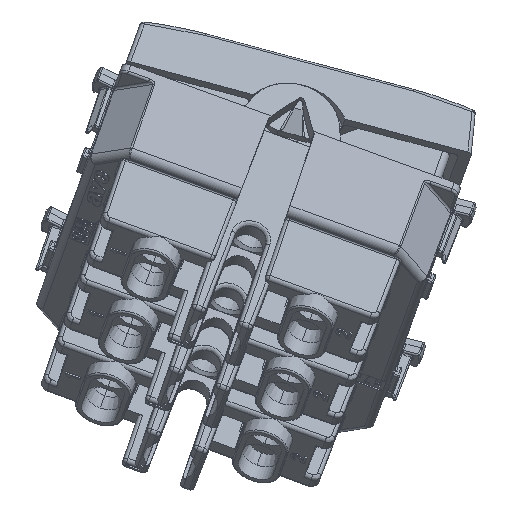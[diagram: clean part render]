
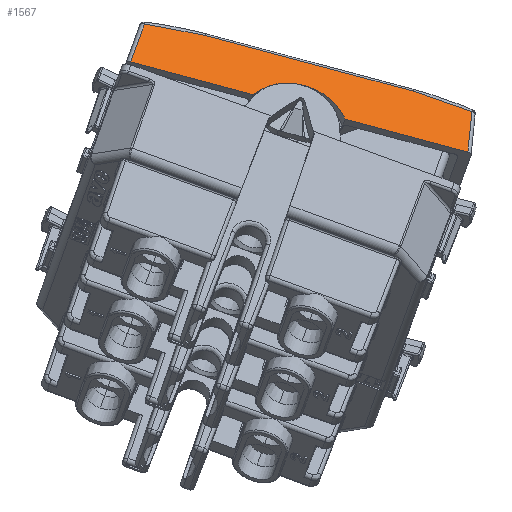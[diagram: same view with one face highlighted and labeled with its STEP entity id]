
A CAD part, left-side view. The second image highlights one B-rep face of the part: STEP entity #1567.
In plain terms, the highlighted face is planar.
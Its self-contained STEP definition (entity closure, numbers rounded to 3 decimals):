
#475=CARTESIAN_POINT('Vertex',(-7.25,5.942,0.)) ;
#478=CARTESIAN_POINT('Line Origine',(-7.25,6.236,0.)) ;
#482=CARTESIAN_POINT('Vertex',(-7.25,6.529,0.)) ;
#485=CARTESIAN_POINT('Line Origine',(-7.25,14.163,0.)) ;
#489=CARTESIAN_POINT('Vertex',(-7.25,21.798,0.)) ;
#802=CARTESIAN_POINT('Vertex',(-7.25,-21.798,0.)) ;
#805=CARTESIAN_POINT('Line Origine',(-7.25,-14.178,0.)) ;
#809=CARTESIAN_POINT('Vertex',(-7.25,-6.559,0.)) ;
#812=CARTESIAN_POINT('Line Origine',(-7.25,-6.251,0.)) ;
#816=CARTESIAN_POINT('Vertex',(-7.25,-5.942,0.)) ;
#1493=CARTESIAN_POINT('Line Origine',(-7.218,21.41,3.685)) ;
#1497=CARTESIAN_POINT('Vertex',(-7.197,21.164,6.029)) ;
#1512=CARTESIAN_POINT('Axis2P3D Location',(-7.25,0.,0.)) ;
#1518=CARTESIAN_POINT('Control Point',(-7.25,-21.798,0.)) ;
#1519=CARTESIAN_POINT('Control Point',(-7.197,-21.164,6.029)) ;
#1520=CARTESIAN_POINT('Vertex',(-7.197,-21.164,6.029)) ;
#1524=CARTESIAN_POINT('Control Point',(-7.197,-21.164,6.029)) ;
#1525=CARTESIAN_POINT('Control Point',(-7.193,-18.616,6.478)) ;
#1526=CARTESIAN_POINT('Control Point',(-7.191,-16.028,6.704)) ;
#1527=CARTESIAN_POINT('Control Point',(-7.191,-13.441,6.704)) ;
#1528=CARTESIAN_POINT('Vertex',(-7.191,-13.441,6.704)) ;
#1531=CARTESIAN_POINT('Line Origine',(-7.191,0.,6.704)) ;
#1535=CARTESIAN_POINT('Vertex',(-7.191,13.441,6.704)) ;
#1539=CARTESIAN_POINT('Control Point',(-7.191,13.441,6.704)) ;
#1540=CARTESIAN_POINT('Control Point',(-7.191,16.028,6.704)) ;
#1541=CARTESIAN_POINT('Control Point',(-7.193,18.616,6.478)) ;
#1542=CARTESIAN_POINT('Control Point',(-7.197,21.164,6.029)) ;
#1545=CARTESIAN_POINT('Control Point',(-7.25,5.942,0.)) ;
#1546=CARTESIAN_POINT('Control Point',(-7.239,5.168,1.243)) ;
#1547=CARTESIAN_POINT('Control Point',(-7.23,4.069,2.284)) ;
#1548=CARTESIAN_POINT('Control Point',(-7.224,2.715,3.008)) ;
#1549=CARTESIAN_POINT('Control Point',(-7.218,-0.146,3.659)) ;
#1550=CARTESIAN_POINT('Control Point',(-7.225,-2.961,2.871)) ;
#1551=CARTESIAN_POINT('Control Point',(-7.231,-4.203,2.155)) ;
#1552=CARTESIAN_POINT('Control Point',(-7.24,-5.216,1.167)) ;
#1553=CARTESIAN_POINT('Control Point',(-7.25,-5.942,0.)) ;
#479=DIRECTION('Vector Direction',(0.,-1.,0.)) ;
#486=DIRECTION('Vector Direction',(0.,-1.,0.)) ;
#806=DIRECTION('Vector Direction',(0.,1.,0.)) ;
#813=DIRECTION('Vector Direction',(0.,1.,0.)) ;
#1494=DIRECTION('Vector Direction',(0.009,-0.105,0.994)) ;
#1513=DIRECTION('Axis2P3D Direction',(-1.,0.,0.009)) ;
#1514=DIRECTION('Axis2P3D XDirection',(0.,1.,0.)) ;
#1532=DIRECTION('Vector Direction',(0.,1.,0.)) ;
#1515=AXIS2_PLACEMENT_3D('Plane Axis2P3D',#1512,#1513,#1514) ;
#1556=ORIENTED_EDGE('',*,*,#818,.F.) ;
#1557=ORIENTED_EDGE('',*,*,#811,.F.) ;
#1558=ORIENTED_EDGE('',*,*,#1522,.F.) ;
#1559=ORIENTED_EDGE('',*,*,#1530,.F.) ;
#1560=ORIENTED_EDGE('',*,*,#1537,.F.) ;
#1561=ORIENTED_EDGE('',*,*,#1543,.F.) ;
#1562=ORIENTED_EDGE('',*,*,#1499,.F.) ;
#1563=ORIENTED_EDGE('',*,*,#491,.F.) ;
#1564=ORIENTED_EDGE('',*,*,#484,.F.) ;
#1565=ORIENTED_EDGE('',*,*,#1554,.T.) ;
#480=VECTOR('Line Direction',#479,1.) ;
#487=VECTOR('Line Direction',#486,1.) ;
#807=VECTOR('Line Direction',#806,1.) ;
#814=VECTOR('Line Direction',#813,1.) ;
#1495=VECTOR('Line Direction',#1494,1.) ;
#1533=VECTOR('Line Direction',#1532,1.) ;
#1567=ADVANCED_FACE('PartBody',(#1566),#1516,.T.) ;
#1517=B_SPLINE_CURVE_WITH_KNOTS('',1,(#1518,#1519),.UNSPECIFIED.,.F.,.U.,(2,2),(-3.706,2.357),.UNSPECIFIED.) ;
#1523=B_SPLINE_CURVE_WITH_KNOTS('',3,(#1524,#1525,#1526,#1527),.UNSPECIFIED.,.F.,.U.,(4,4),(14.972,26.012),.UNSPECIFIED.) ;
#1538=B_SPLINE_CURVE_WITH_KNOTS('',3,(#1539,#1540,#1541,#1542),.UNSPECIFIED.,.F.,.U.,(4,4),(38.984,50.024),.UNSPECIFIED.) ;
#1544=B_SPLINE_CURVE_WITH_KNOTS('',5,(#1545,#1546,#1547,#1548,#1549,#1550,#1551,#1552,#1553),.UNSPECIFIED.,.F.,.U.,(6,3,6),(0.,10.355,20.074),.UNSPECIFIED.) ;
#484=EDGE_CURVE('',#476,#483,#481,.F.) ;
#491=EDGE_CURVE('',#483,#490,#488,.F.) ;
#811=EDGE_CURVE('',#803,#810,#808,.T.) ;
#818=EDGE_CURVE('',#810,#817,#815,.T.) ;
#1499=EDGE_CURVE('',#490,#1498,#1496,.T.) ;
#1522=EDGE_CURVE('',#1521,#803,#1517,.F.) ;
#1530=EDGE_CURVE('',#1529,#1521,#1523,.F.) ;
#1537=EDGE_CURVE('',#1536,#1529,#1534,.F.) ;
#1543=EDGE_CURVE('',#1498,#1536,#1538,.F.) ;
#1554=EDGE_CURVE('',#476,#817,#1544,.T.) ;
#1555=EDGE_LOOP('',(#1556,#1557,#1558,#1559,#1560,#1561,#1562,#1563,#1564,#1565)) ;
#1566=FACE_OUTER_BOUND('',#1555,.T.) ;
#481=LINE('Line',#478,#480) ;
#488=LINE('Line',#485,#487) ;
#808=LINE('Line',#805,#807) ;
#815=LINE('Line',#812,#814) ;
#1496=LINE('Line',#1493,#1495) ;
#1534=LINE('Line',#1531,#1533) ;
#1516=PLANE('',#1515) ;
#476=VERTEX_POINT('',#475) ;
#483=VERTEX_POINT('',#482) ;
#490=VERTEX_POINT('',#489) ;
#803=VERTEX_POINT('',#802) ;
#810=VERTEX_POINT('',#809) ;
#817=VERTEX_POINT('',#816) ;
#1498=VERTEX_POINT('',#1497) ;
#1521=VERTEX_POINT('',#1520) ;
#1529=VERTEX_POINT('',#1528) ;
#1536=VERTEX_POINT('',#1535) ;
